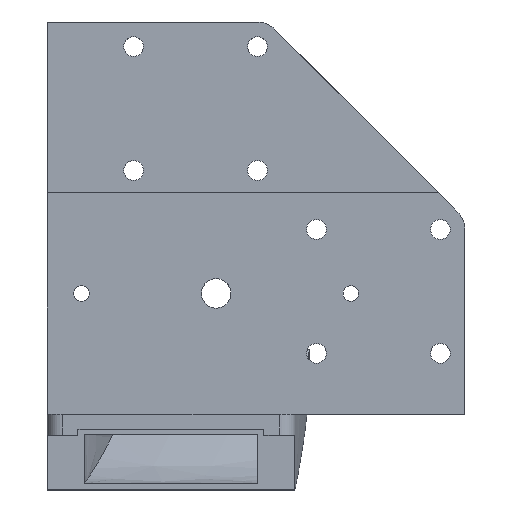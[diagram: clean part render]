
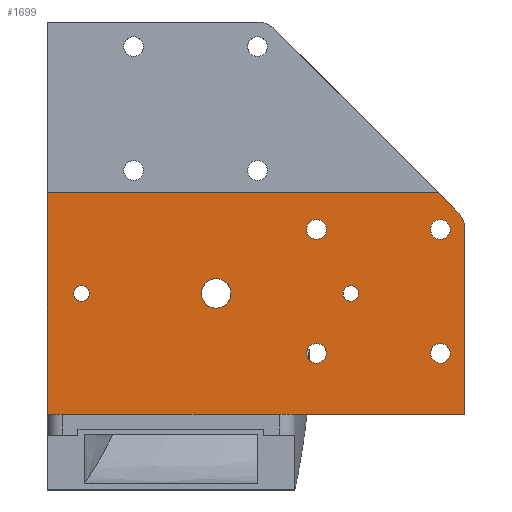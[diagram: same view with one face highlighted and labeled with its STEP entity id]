
A CAD part, top view. The second image highlights one B-rep face of the part: STEP entity #1699.
In plain terms, the highlighted planar face has unit normal (0, 0, 1).
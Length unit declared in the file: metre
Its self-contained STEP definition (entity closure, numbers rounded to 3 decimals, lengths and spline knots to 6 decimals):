
#76=CIRCLE('',#1819,0.0016);
#77=CIRCLE('',#1820,0.00125);
#78=CIRCLE('',#1821,0.002381);
#79=CIRCLE('',#1822,0.0016);
#80=CIRCLE('',#1823,0.0016);
#81=CIRCLE('',#1824,0.00125);
#82=CIRCLE('',#1825,0.0016);
#83=CIRCLE('',#1826,0.003969);
#173=ORIENTED_EDGE('',*,*,#646,.F.);
#174=ORIENTED_EDGE('',*,*,#647,.F.);
#175=ORIENTED_EDGE('',*,*,#648,.F.);
#176=ORIENTED_EDGE('',*,*,#649,.F.);
#177=ORIENTED_EDGE('',*,*,#650,.F.);
#178=ORIENTED_EDGE('',*,*,#651,.F.);
#179=ORIENTED_EDGE('',*,*,#652,.F.);
#180=ORIENTED_EDGE('',*,*,#653,.T.);
#181=ORIENTED_EDGE('',*,*,#654,.T.);
#182=ORIENTED_EDGE('',*,*,#655,.T.);
#183=ORIENTED_EDGE('',*,*,#656,.T.);
#184=ORIENTED_EDGE('',*,*,#657,.T.);
#185=ORIENTED_EDGE('',*,*,#658,.T.);
#186=ORIENTED_EDGE('',*,*,#659,.F.);
#646=EDGE_CURVE('',#882,#882,#76,.T.);
#647=EDGE_CURVE('',#883,#883,#77,.T.);
#648=EDGE_CURVE('',#884,#884,#78,.T.);
#649=EDGE_CURVE('',#885,#885,#79,.T.);
#650=EDGE_CURVE('',#886,#886,#80,.T.);
#651=EDGE_CURVE('',#887,#887,#81,.T.);
#652=EDGE_CURVE('',#888,#888,#82,.T.);
#653=EDGE_CURVE('',#889,#890,#1040,.T.);
#654=EDGE_CURVE('',#890,#891,#1041,.T.);
#655=EDGE_CURVE('',#891,#892,#1042,.T.);
#656=EDGE_CURVE('',#892,#893,#1043,.T.);
#657=EDGE_CURVE('',#893,#894,#1044,.T.);
#658=EDGE_CURVE('',#894,#895,#83,.T.);
#659=EDGE_CURVE('',#889,#895,#1045,.T.);
#882=VERTEX_POINT('',#2513);
#883=VERTEX_POINT('',#2515);
#884=VERTEX_POINT('',#2517);
#885=VERTEX_POINT('',#2519);
#886=VERTEX_POINT('',#2521);
#887=VERTEX_POINT('',#2523);
#888=VERTEX_POINT('',#2525);
#889=VERTEX_POINT('',#2527);
#890=VERTEX_POINT('',#2528);
#891=VERTEX_POINT('',#2530);
#892=VERTEX_POINT('',#2532);
#893=VERTEX_POINT('',#2534);
#894=VERTEX_POINT('',#2536);
#895=VERTEX_POINT('',#2538);
#1040=LINE('',#2526,#1197);
#1041=LINE('',#2529,#1198);
#1042=LINE('',#2531,#1199);
#1043=LINE('',#2533,#1200);
#1044=LINE('',#2535,#1201);
#1045=LINE('',#2539,#1202);
#1197=VECTOR('',#2033,1.);
#1198=VECTOR('',#2034,1.);
#1199=VECTOR('',#2035,1.);
#1200=VECTOR('',#2036,1.);
#1201=VECTOR('',#2037,1.);
#1202=VECTOR('',#2040,1.);
#1344=EDGE_LOOP('',(#173));
#1345=EDGE_LOOP('',(#174));
#1346=EDGE_LOOP('',(#175));
#1347=EDGE_LOOP('',(#176));
#1348=EDGE_LOOP('',(#177));
#1349=EDGE_LOOP('',(#178));
#1350=EDGE_LOOP('',(#179));
#1351=EDGE_LOOP('',(#180,#181,#182,#183,#184,#185,#186));
#1502=FACE_BOUND('',#1344,.T.);
#1503=FACE_BOUND('',#1345,.T.);
#1504=FACE_BOUND('',#1346,.T.);
#1505=FACE_BOUND('',#1347,.T.);
#1506=FACE_BOUND('',#1348,.T.);
#1507=FACE_BOUND('',#1349,.T.);
#1508=FACE_BOUND('',#1350,.T.);
#1509=FACE_BOUND('',#1351,.T.);
#1649=PLANE('',#1818);
#1699=ADVANCED_FACE('',(#1502,#1503,#1504,#1505,#1506,#1507,#1508,#1509),
#1649,.T.);
#1818=AXIS2_PLACEMENT_3D('',#2511,#2017,#2018);
#1819=AXIS2_PLACEMENT_3D('',#2512,#2019,#2020);
#1820=AXIS2_PLACEMENT_3D('',#2514,#2021,#2022);
#1821=AXIS2_PLACEMENT_3D('',#2516,#2023,#2024);
#1822=AXIS2_PLACEMENT_3D('',#2518,#2025,#2026);
#1823=AXIS2_PLACEMENT_3D('',#2520,#2027,#2028);
#1824=AXIS2_PLACEMENT_3D('',#2522,#2029,#2030);
#1825=AXIS2_PLACEMENT_3D('',#2524,#2031,#2032);
#1826=AXIS2_PLACEMENT_3D('',#2537,#2038,#2039);
#2017=DIRECTION('',(0.,0.,1.));
#2018=DIRECTION('',(1.,0.,0.));
#2019=DIRECTION('',(0.,0.,1.));
#2020=DIRECTION('',(1.,0.,0.));
#2021=DIRECTION('',(0.,0.,1.));
#2022=DIRECTION('',(1.,0.,0.));
#2023=DIRECTION('',(0.,0.,1.));
#2024=DIRECTION('',(1.,0.,0.));
#2025=DIRECTION('',(0.,0.,1.));
#2026=DIRECTION('',(1.,0.,0.));
#2027=DIRECTION('',(0.,0.,1.));
#2028=DIRECTION('',(1.,0.,0.));
#2029=DIRECTION('',(0.,0.,1.));
#2030=DIRECTION('',(1.,0.,0.));
#2031=DIRECTION('',(0.,0.,1.));
#2032=DIRECTION('',(1.,0.,0.));
#2033=DIRECTION('',(-1.,0.,0.));
#2034=DIRECTION('',(0.,-1.,0.));
#2035=DIRECTION('',(1.,0.,0.));
#2036=DIRECTION('',(1.,0.,0.));
#2037=DIRECTION('',(0.,1.,0.));
#2038=DIRECTION('',(0.,0.,1.));
#2039=DIRECTION('',(1.,0.,0.));
#2040=DIRECTION('',(0.707,-0.707,0.));
#2511=CARTESIAN_POINT('',(0.099363,0.185576,0.00635));
#2512=CARTESIAN_POINT('',(0.109525,0.182175,0.00635));
#2513=CARTESIAN_POINT('',(0.111125,0.182175,0.00635));
#2514=CARTESIAN_POINT('',(0.115081,0.171856,0.00635));
#2515=CARTESIAN_POINT('',(0.116331,0.171856,0.00635));
#2516=CARTESIAN_POINT('',(0.093331,0.171856,0.00635));
#2517=CARTESIAN_POINT('',(0.095713,0.171856,0.00635));
#2518=CARTESIAN_POINT('',(0.109525,0.162175,0.00635));
#2519=CARTESIAN_POINT('',(0.111125,0.162175,0.00635));
#2520=CARTESIAN_POINT('',(0.129525,0.162175,0.00635));
#2521=CARTESIAN_POINT('',(0.131125,0.162175,0.00635));
#2522=CARTESIAN_POINT('',(0.071581,0.171856,0.00635));
#2523=CARTESIAN_POINT('',(0.072831,0.171856,0.00635));
#2524=CARTESIAN_POINT('',(0.129525,0.182175,0.00635));
#2525=CARTESIAN_POINT('',(0.131125,0.182175,0.00635));
#2526=CARTESIAN_POINT('',(0.0972,0.188144,0.00635));
#2527=CARTESIAN_POINT('',(0.129169,0.188144,0.00635));
#2528=CARTESIAN_POINT('',(0.066025,0.188144,0.00635));
#2529=CARTESIAN_POINT('',(0.066025,0.165031,0.00635));
#2530=CARTESIAN_POINT('',(0.066025,0.152308,0.00635));
#2531=CARTESIAN_POINT('',(0.099363,0.152308,0.00635));
#2532=CARTESIAN_POINT('',(0.106025,0.152308,0.00635));
#2533=CARTESIAN_POINT('',(0.099363,0.152308,0.00635));
#2534=CARTESIAN_POINT('',(0.133494,0.152308,0.00635));
#2535=CARTESIAN_POINT('',(0.133494,0.172175,0.00635));
#2536=CARTESIAN_POINT('',(0.133494,0.182175,0.00635));
#2537=CARTESIAN_POINT('',(0.129525,0.182175,0.00635));
#2538=CARTESIAN_POINT('',(0.132331,0.184981,0.00635));
#2539=CARTESIAN_POINT('',(0.117569,0.199744,0.00635));
